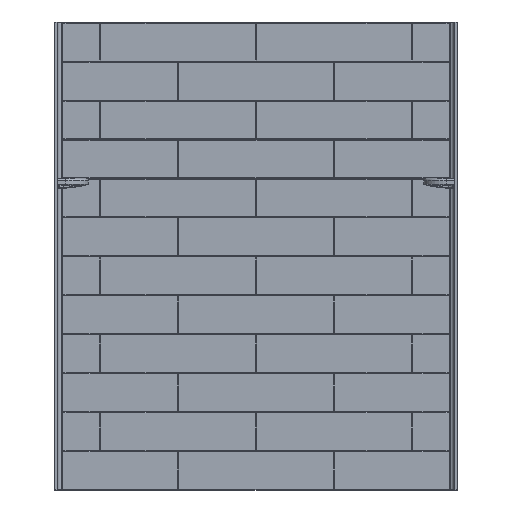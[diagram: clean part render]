
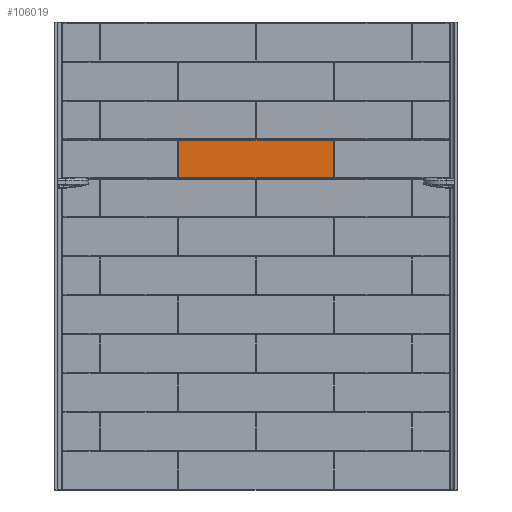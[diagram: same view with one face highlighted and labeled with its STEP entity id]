
A CAD part, top view. The second image highlights one B-rep face of the part: STEP entity #106019.
In plain terms, the highlighted planar face has unit normal (0, 0, 1).
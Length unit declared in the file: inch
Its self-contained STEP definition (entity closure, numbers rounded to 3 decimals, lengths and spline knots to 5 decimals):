
#1893 = CARTESIAN_POINT ( 'NONE',  ( 12.0945, 11.91522, 0.1875 ) ) ;
#4784 = CARTESIAN_POINT ( 'NONE',  ( 12.08674, -11.91147, 0.1875 ) ) ;
#5341 = EDGE_CURVE ( 'NONE', #15261, #57757, #96687, .T. ) ;
#6777 = CARTESIAN_POINT ( 'NONE',  ( 12.08697, 11.91187, 0.1875 ) ) ;
#9253 = CARTESIAN_POINT ( 'NONE',  ( 12.08478, -11.9055, 0.1875 ) ) ;
#9898 = CARTESIAN_POINT ( 'NONE',  ( 17.9055, -11.91522, 0.1875 ) ) ;
#11218 = LINE ( 'NONE', #97444, #35526 ) ;
#12092 = CARTESIAN_POINT ( 'NONE',  ( 7.5, -11.91522, 0.1875 ) ) ;
#13140 = CARTESIAN_POINT ( 'NONE',  ( 12.08597, -11.91036, 0.1875 ) ) ;
#15261 = VERTEX_POINT ( 'NONE', #9898 ) ;
#17321 = CARTESIAN_POINT ( 'NONE',  ( 12.0882, 11.91308, 0.1875 ) ) ;
#17977 = CARTESIAN_POINT ( 'NONE',  ( 17.9068, 11.91515, 0.1875 ) ) ;
#18268 = AXIS2_PLACEMENT_3D ( 'NONE', #25581, #85076, #69467 ) ;
#19850 = CARTESIAN_POINT ( 'NONE',  ( 12.08502, -11.90807, 0.1875 ) ) ;
#20974 = CARTESIAN_POINT ( 'NONE',  ( 12.0945, -11.91522, 0.1875 ) ) ;
#22399 = ORIENTED_EDGE ( 'NONE', *, *, #5341, .F. ) ;
#22497 = DIRECTION ( 'NONE',  ( 1., 0., 0. ) ) ;
#23917 = CARTESIAN_POINT ( 'NONE',  ( 17.9055, 11.91522, 0.1875 ) ) ;
#25581 = CARTESIAN_POINT ( 'NONE',  ( 0., 0., 0.1875 ) ) ;
#26039 = CARTESIAN_POINT ( 'NONE',  ( 17.91444, -11.90945, 0.1875 ) ) ;
#26309 = CARTESIAN_POINT ( 'NONE',  ( 17.91475, 11.90894, 0.1875 ) ) ;
#28209 = ORIENTED_EDGE ( 'NONE', *, *, #42563, .F. ) ;
#29535 = EDGE_CURVE ( 'NONE', #75889, #34805, #52800, .T. ) ;
#31825 = CARTESIAN_POINT ( 'NONE',  ( 12.08478, 11.9055, 0.1875 ) ) ;
#31939 = LINE ( 'NONE', #32498, #73929 ) ;
#32498 = CARTESIAN_POINT ( 'NONE',  ( 7.5, 11.91522, 0.1875 ) ) ;
#33437 = ORIENTED_EDGE ( 'NONE', *, *, #43487, .F. ) ;
#34401 = CARTESIAN_POINT ( 'NONE',  ( 17.9055, -11.91522, 0.1875 ) ) ;
#34805 = VERTEX_POINT ( 'NONE', #1893 ) ;
#35526 = VECTOR ( 'NONE', #38479, 39.37008 ) ;
#35886 = EDGE_LOOP ( 'NONE', ( #22399, #28209, #50086, #80787, #33437, #68820, #78141, #99115 ) ) ;
#37449 = DIRECTION ( 'NONE',  ( 0., -1., 0. ) ) ;
#38479 = DIRECTION ( 'NONE',  ( 0., 1., 0. ) ) ;
#38851 = B_SPLINE_CURVE_WITH_KNOTS ( 'NONE', 3,
 ( #49697, #68577, #17977, #68033, #85838, #41370, #59116, #26309, #83635, #76934 ),
 .UNSPECIFIED., .F., .F.,
 ( 4, 2, 2, 2, 4 ),
 ( 0., 0.12821, 0.33333, 0.66154, 1. ),
 .UNSPECIFIED. ) ;
#41370 = CARTESIAN_POINT ( 'NONE',  ( 17.9118, 11.91308, 0.1875 ) ) ;
#41822 = CARTESIAN_POINT ( 'NONE',  ( 12.09386, 11.91522, 0.1875 ) ) ;
#42165 = CARTESIAN_POINT ( 'NONE',  ( 17.91481, -11.90847, 0.1875 ) ) ;
#42563 = EDGE_CURVE ( 'NONE', #56211, #15261, #72125, .T. ) ;
#43026 = EDGE_CURVE ( 'NONE', #60907, #97499, #38851, .T. ) ;
#43487 = EDGE_CURVE ( 'NONE', #34805, #60907, #31939, .T. ) ;
#45767 = B_SPLINE_CURVE_WITH_KNOTS ( 'NONE', 3,
 ( #96059, #80455, #19850, #13140, #4784, #70443, #47066, #53229 ),
 .UNSPECIFIED., .F., .F.,
 ( 4, 2, 2, 4 ),
 ( 0., 0.25, 0.5, 1. ),
 .UNSPECIFIED. ) ;
#46535 = VERTEX_POINT ( 'NONE', #9253 ) ;
#46606 = DIRECTION ( 'NONE',  ( -1., 0., 0. ) ) ;
#46790 = CARTESIAN_POINT ( 'NONE',  ( 12.08478, 11.9055, 0.1875 ) ) ;
#47066 = CARTESIAN_POINT ( 'NONE',  ( 12.09192, -11.91522, 0.1875 ) ) ;
#49697 = CARTESIAN_POINT ( 'NONE',  ( 17.9055, 11.91522, 0.1875 ) ) ;
#50086 = ORIENTED_EDGE ( 'NONE', *, *, #60263, .F. ) ;
#52800 = B_SPLINE_CURVE_WITH_KNOTS ( 'NONE', 3,
 ( #31825, #108619, #75189, #6777, #17321, #57396, #67375, #92434, #41822, #59028 ),
 .UNSPECIFIED., .F., .F.,
 ( 4, 2, 2, 2, 4 ),
 ( 0., 0.33846, 0.66667, 0.87179, 1. ),
 .UNSPECIFIED. ) ;
#53229 = CARTESIAN_POINT ( 'NONE',  ( 12.0945, -11.91522, 0.1875 ) ) ;
#55768 = CARTESIAN_POINT ( 'NONE',  ( 17.91522, 18.5, 0.1875 ) ) ;
#56211 = VERTEX_POINT ( 'NONE', #60202 ) ;
#57396 = CARTESIAN_POINT ( 'NONE',  ( 12.09055, 11.91444, 0.1875 ) ) ;
#57757 = VERTEX_POINT ( 'NONE', #20974 ) ;
#58838 = CARTESIAN_POINT ( 'NONE',  ( 17.91522, -11.90615, 0.1875 ) ) ;
#59028 = CARTESIAN_POINT ( 'NONE',  ( 12.0945, 11.91522, 0.1875 ) ) ;
#59116 = CARTESIAN_POINT ( 'NONE',  ( 17.91303, 11.91187, 0.1875 ) ) ;
#60202 = CARTESIAN_POINT ( 'NONE',  ( 17.91522, -11.9055, 0.1875 ) ) ;
#60263 = EDGE_CURVE ( 'NONE', #97499, #56211, #70784, .T. ) ;
#60907 = VERTEX_POINT ( 'NONE', #23917 ) ;
#64144 = EDGE_CURVE ( 'NONE', #46535, #57757, #45767, .T. ) ;
#67375 = CARTESIAN_POINT ( 'NONE',  ( 12.09153, 11.91481, 0.1875 ) ) ;
#67746 = CARTESIAN_POINT ( 'NONE',  ( 17.91186, -11.91303, 0.1875 ) ) ;
#67835 = FACE_OUTER_BOUND ( 'NONE', #35886, .T. ) ;
#68033 = CARTESIAN_POINT ( 'NONE',  ( 17.90847, 11.91481, 0.1875 ) ) ;
#68577 = CARTESIAN_POINT ( 'NONE',  ( 17.90614, 11.91522, 0.1875 ) ) ;
#68820 = ORIENTED_EDGE ( 'NONE', *, *, #29535, .F. ) ;
#69467 = DIRECTION ( 'NONE',  ( 1., 0., 0. ) ) ;
#69470 = VECTOR ( 'NONE', #37449, 39.37008 ) ;
#70443 = CARTESIAN_POINT ( 'NONE',  ( 12.08942, -11.91417, 0.1875 ) ) ;
#70784 = LINE ( 'NONE', #55768, #69470 ) ;
#71166 = CARTESIAN_POINT ( 'NONE',  ( 17.91522, 11.9055, 0.1875 ) ) ;
#72125 = B_SPLINE_CURVE_WITH_KNOTS ( 'NONE', 3,
 ( #94976, #58838, #92792, #42165, #26039, #76077, #67746, #101720, #93333, #34401 ),
 .UNSPECIFIED., .F., .F.,
 ( 4, 2, 2, 2, 4 ),
 ( 0., 0.12821, 0.33333, 0.66154, 1. ),
 .UNSPECIFIED. ) ;
#73929 = VECTOR ( 'NONE', #22497, 39.37008 ) ;
#73984 = EDGE_CURVE ( 'NONE', #46535, #75889, #11218, .T. ) ;
#75189 = CARTESIAN_POINT ( 'NONE',  ( 12.08525, 11.90894, 0.1875 ) ) ;
#75889 = VERTEX_POINT ( 'NONE', #46790 ) ;
#76077 = CARTESIAN_POINT ( 'NONE',  ( 17.91308, -11.91181, 0.1875 ) ) ;
#76934 = CARTESIAN_POINT ( 'NONE',  ( 17.91522, 11.9055, 0.1875 ) ) ;
#77817 = PLANE ( 'NONE',  #18268 ) ;
#78141 = ORIENTED_EDGE ( 'NONE', *, *, #73984, .F. ) ;
#80455 = CARTESIAN_POINT ( 'NONE',  ( 12.08478, -11.90683, 0.1875 ) ) ;
#80787 = ORIENTED_EDGE ( 'NONE', *, *, #43026, .F. ) ;
#83378 = VECTOR ( 'NONE', #46606, 39.37008 ) ;
#83635 = CARTESIAN_POINT ( 'NONE',  ( 17.91522, 11.90721, 0.1875 ) ) ;
#85076 = DIRECTION ( 'NONE',  ( 0., 0., 1. ) ) ;
#85838 = CARTESIAN_POINT ( 'NONE',  ( 17.90945, 11.91444, 0.1875 ) ) ;
#92434 = CARTESIAN_POINT ( 'NONE',  ( 12.0932, 11.91515, 0.1875 ) ) ;
#92792 = CARTESIAN_POINT ( 'NONE',  ( 17.91515, -11.9068, 0.1875 ) ) ;
#93333 = CARTESIAN_POINT ( 'NONE',  ( 17.90721, -11.91522, 0.1875 ) ) ;
#94976 = CARTESIAN_POINT ( 'NONE',  ( 17.91522, -11.9055, 0.1875 ) ) ;
#96059 = CARTESIAN_POINT ( 'NONE',  ( 12.08478, -11.9055, 0.1875 ) ) ;
#96687 = LINE ( 'NONE', #12092, #83378 ) ;
#97444 = CARTESIAN_POINT ( 'NONE',  ( 12.08478, -18.5, 0.1875 ) ) ;
#97499 = VERTEX_POINT ( 'NONE', #71166 ) ;
#99115 = ORIENTED_EDGE ( 'NONE', *, *, #64144, .T. ) ;
#101720 = CARTESIAN_POINT ( 'NONE',  ( 17.90893, -11.91475, 0.1875 ) ) ;
#106019 = ADVANCED_FACE ( 'NONE', ( #67835 ), #77817, .T. ) ;
#108619 = CARTESIAN_POINT ( 'NONE',  ( 12.08478, 11.90721, 0.1875 ) ) ;
